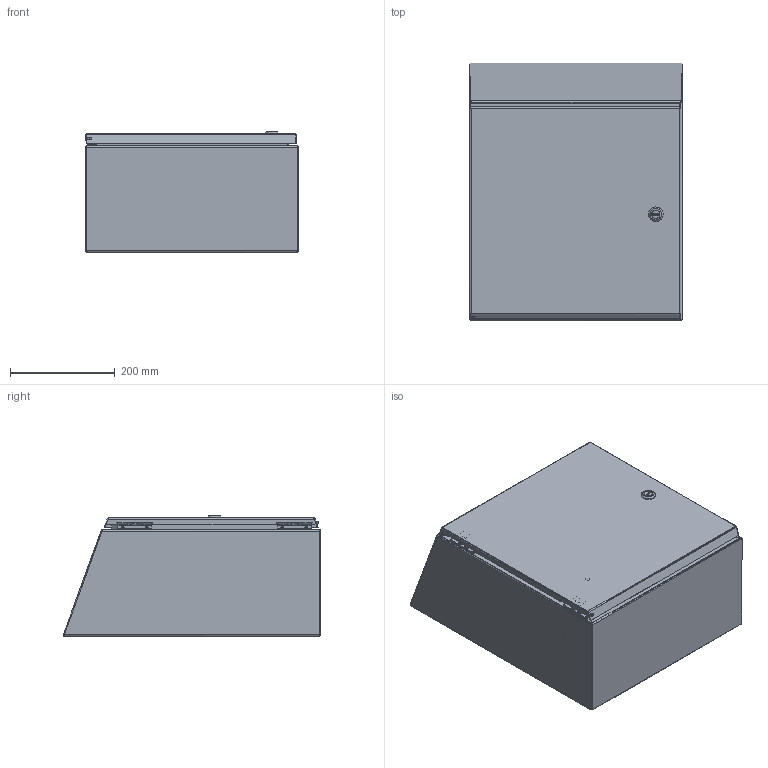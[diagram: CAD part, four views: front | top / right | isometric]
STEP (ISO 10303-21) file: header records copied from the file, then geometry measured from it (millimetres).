
FILE_DESCRIPTION (( 'STEP AP214' ), '1' );
FILE_NAME ('N412161608CST.STEP', '2019-09-05T20:48:47', ( '' ), ( '' ), 'SwSTEP 2.0', 'SolidWorks 2018', '' );
FILE_SCHEMA (( 'AUTOMOTIVE_DESIGN' ));
Length unit declared in the file: inch
Products named in the file (1): N412161608CST
Bounding box: 406.4 x 492.54 x 229.72 mm (x, y, z)
Volume: 1528975.5 mm3; surface area: 1638002.4 mm2
Topology: 36 solids, 36 shells, 1521 faces, 3655 edges, 2208 vertices
Faces by surface type: plane 568, cylinder 552, bspline 195, cone 190, torus 16
Full cylindrical faces by diameter (mm): 2.362 x4, 3.175 x3, 3.317 x68, 3.861 x4, 3.962 x3, 4.166 x68, 4.25 x4, 4.366 x4, 4.572 x6, 4.763 x4, 5 x1, 6 x1, 6.35 x10, 6.502 x4, 6.985 x4, 7.62 x4, 8.128 x4, 8.56 x2, 9.144 x4, 9.9 x1, 10 x2, 10.2 x1, 11.05 x1, 11.113 x4, 12.8 x1, 13.5 x1, 14.3 x4, 15.2 x1, 15.8 x1, 16.1 x2
Entity records: 79436 total; most frequent: CARTESIAN_POINT 28247, ORIENTED_EDGE 6022, DIRECTION 6006, EDGE_CURVE 3011, AXIS2_PLACEMENT_3D 2255, EDGE_LOOP 2061, VERTEX_POINT 2020, FACE_OUTER_BOUND 1765
